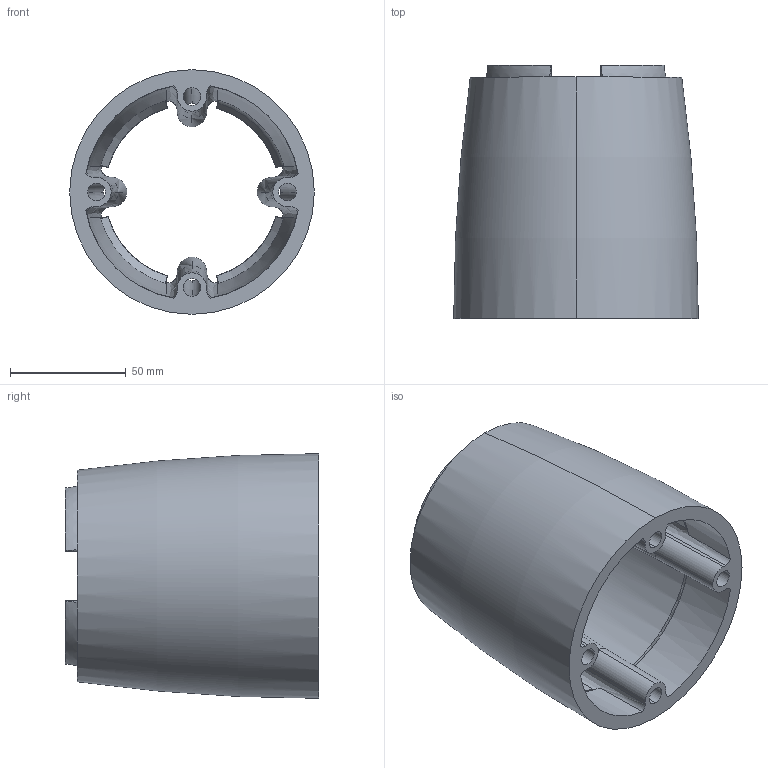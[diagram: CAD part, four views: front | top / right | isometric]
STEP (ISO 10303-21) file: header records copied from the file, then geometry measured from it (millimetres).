
FILE_DESCRIPTION (( 'STEP AP214' ), '1' );
FILE_NAME ('NSCN-SC1-4X250R Nose Cone, Section 1, Mojave Sphinx.STEP', '2024-08-17T20:26:49', ( '' ), ( '' ), 'SwSTEP 2.0', 'SolidWorks 2022', '' );
FILE_SCHEMA (( 'AUTOMOTIVE_DESIGN' ));
Length unit declared in the file: inch
Products named in the file (1): NSCN-SC1-4X250R Nose Cone, Section 1, Mojave Sphinx
Bounding box: 105.66 x 109.35 x 105.66 mm (x, y, z)
Volume: 213383.4 mm3; surface area: 84851.6 mm2
Topology: 1 solids, 1 shells, 93 faces, 265 edges, 174 vertices
Faces by surface type: torus 35, bspline 24, plane 22, cone 8, cylinder 4
Entity records: 4226 total; most frequent: CARTESIAN_POINT 1935, ORIENTED_EDGE 530, DIRECTION 414, EDGE_CURVE 265, AXIS2_PLACEMENT_3D 183, VERTEX_POINT 174, CIRCLE 113, B_SPLINE_CURVE_WITH_KNOTS 104
